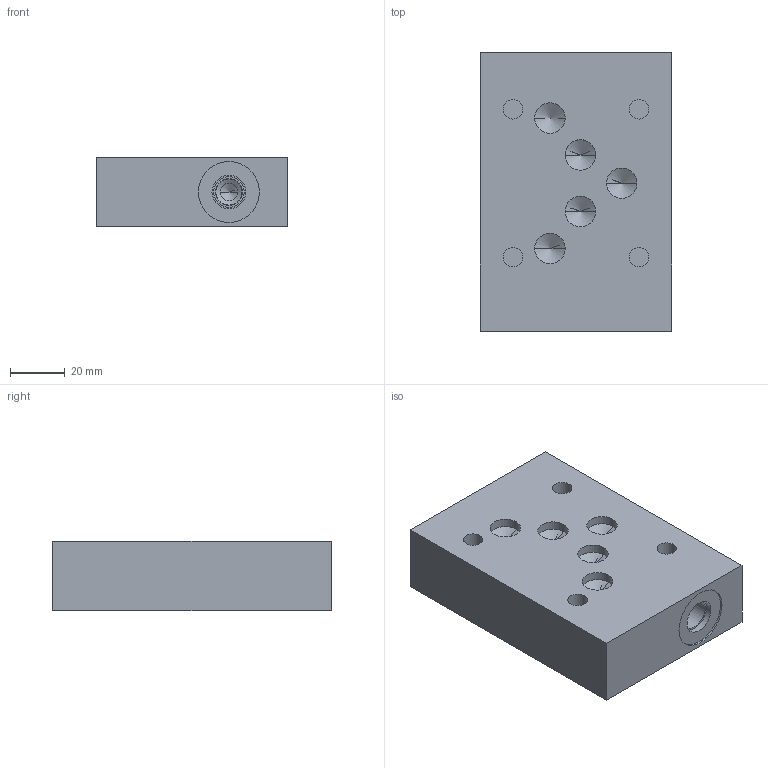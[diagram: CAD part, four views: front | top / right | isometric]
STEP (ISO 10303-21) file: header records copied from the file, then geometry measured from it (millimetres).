
FILE_DESCRIPTION((''),'2;1');
FILE_NAME('AD05TPPT4S.stp','2009-01-28T10:03:34',('juliea'),(''),'Autodesk Inventor 2009','Autodesk Inventor 2009','');
FILE_SCHEMA(('AUTOMOTIVE_DESIGN { 1 0 10303 214 1 1 1 1 }'));
Length unit declared in the file: millimetre
Products named in the file (1): AD05TPPT4S
Bounding box: 69.85 x 101.6 x 25.4 mm (x, y, z)
Volume: 163937.1 mm3; surface area: 29540.5 mm2
Topology: 1 solids, 1 shells, 86 faces, 177 edges, 100 vertices
Faces by surface type: cylinder 34, cone 27, plane 25
Full cylindrical faces by diameter (mm): 6.35 x1, 7.137 x8, 9.525 x2, 9.804 x2, 11.113 x1, 11.125 x11, 12.37 x2, 15.875 x5, 22.225 x2
Entity records: 1950 total; most frequent: DIRECTION 370, CARTESIAN_POINT 303, ORIENTED_EDGE 232, AXIS2_PLACEMENT_3D 167, EDGE_LOOP 154, EDGE_CURVE 116, VERTEX_POINT 100, FACE_OUTER_BOUND 86
